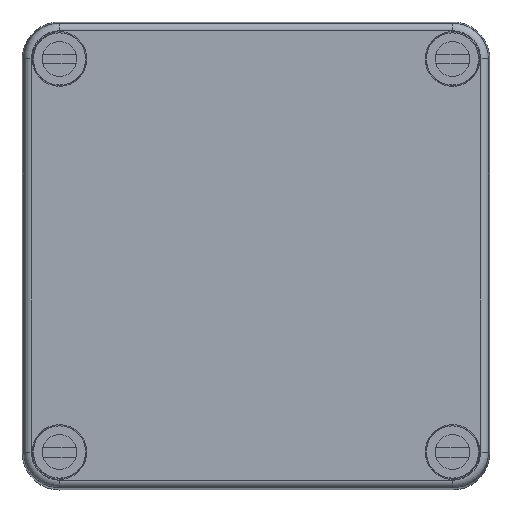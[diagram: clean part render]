
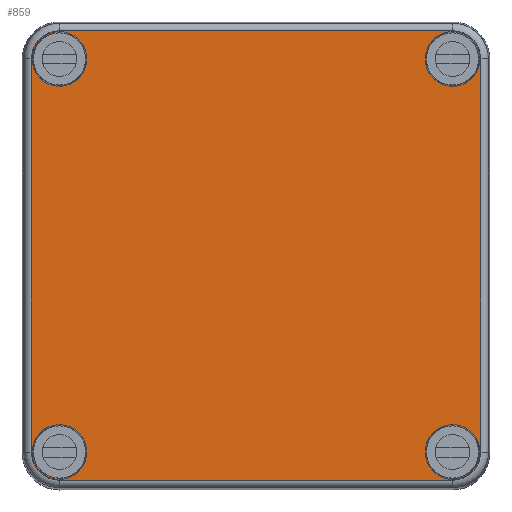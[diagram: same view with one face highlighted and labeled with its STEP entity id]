
A CAD part, top view. The second image highlights one B-rep face of the part: STEP entity #859.
In plain terms, the highlighted planar face has unit normal (0, 0, 1).
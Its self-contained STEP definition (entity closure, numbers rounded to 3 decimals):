
#859 = ADVANCED_FACE( '', ( #2191, #2192, #2193, #2194, #2195 ), #2196, .F. );
#2191 = FACE_BOUND( '', #4148, .T. );
#2192 = FACE_BOUND( '', #4149, .T. );
#2193 = FACE_BOUND( '', #4150, .T. );
#2194 = FACE_BOUND( '', #4151, .T. );
#2195 = FACE_OUTER_BOUND( '', #4152, .T. );
#2196 = PLANE( '', #4153 );
#4148 = EDGE_LOOP( '', ( #6503 ) );
#4149 = EDGE_LOOP( '', ( #6504 ) );
#4150 = EDGE_LOOP( '', ( #6505 ) );
#4151 = EDGE_LOOP( '', ( #6506 ) );
#4152 = EDGE_LOOP( '', ( #6507, #6508, #6509, #6510, #6511, #6512, #6513, #6514 ) );
#4153 = AXIS2_PLACEMENT_3D( '', #6515, #6516, #6517 );
#6503 = ORIENTED_EDGE( '', *, *, #11498, .T. );
#6504 = ORIENTED_EDGE( '', *, *, #11475, .T. );
#6505 = ORIENTED_EDGE( '', *, *, #11499, .T. );
#6506 = ORIENTED_EDGE( '', *, *, #11500, .T. );
#6507 = ORIENTED_EDGE( '', *, *, #11501, .T. );
#6508 = ORIENTED_EDGE( '', *, *, #11502, .F. );
#6509 = ORIENTED_EDGE( '', *, *, #11503, .F. );
#6510 = ORIENTED_EDGE( '', *, *, #11504, .T. );
#6511 = ORIENTED_EDGE( '', *, *, #11505, .F. );
#6512 = ORIENTED_EDGE( '', *, *, #11506, .T. );
#6513 = ORIENTED_EDGE( '', *, *, #11507, .T. );
#6514 = ORIENTED_EDGE( '', *, *, #11508, .F. );
#6515 = CARTESIAN_POINT( '', ( -45.173, 39.5, 39. ) );
#6516 = DIRECTION( '', ( 0., 0., -1. ) );
#6517 = DIRECTION( '', ( -1., 0., 0. ) );
#11475 = EDGE_CURVE( '', #13796, #13796, #13797, .T. );
#11498 = EDGE_CURVE( '', #13837, #13837, #13838, .T. );
#11499 = EDGE_CURVE( '', #13839, #13839, #13840, .T. );
#11500 = EDGE_CURVE( '', #13841, #13841, #13842, .T. );
#11501 = EDGE_CURVE( '', #13843, #13844, #13845, .T. );
#11502 = EDGE_CURVE( '', #13846, #13844, #13847, .T. );
#11503 = EDGE_CURVE( '', #13848, #13846, #13849, .T. );
#11504 = EDGE_CURVE( '', #13848, #13850, #13851, .T. );
#11505 = EDGE_CURVE( '', #13852, #13850, #13853, .T. );
#11506 = EDGE_CURVE( '', #13852, #13854, #13855, .T. );
#11507 = EDGE_CURVE( '', #13854, #13856, #13857, .T. );
#11508 = EDGE_CURVE( '', #13843, #13856, #13858, .T. );
#13796 = VERTEX_POINT( '', #16990 );
#13797 = CIRCLE( '', #16991, 5.5 );
#13837 = VERTEX_POINT( '', #17078 );
#13838 = CIRCLE( '', #17079, 5.5 );
#13839 = VERTEX_POINT( '', #17080 );
#13840 = CIRCLE( '', #17081, 5.5 );
#13841 = VERTEX_POINT( '', #17082 );
#13842 = CIRCLE( '', #17083, 5.5 );
#13843 = VERTEX_POINT( '', #17084 );
#13844 = VERTEX_POINT( '', #17085 );
#13845 = CIRCLE( '', #17086, 5.673 );
#13846 = VERTEX_POINT( '', #17087 );
#13847 = LINE( '', #17088, #17089 );
#13848 = VERTEX_POINT( '', #17090 );
#13849 = CIRCLE( '', #17091, 5.673 );
#13850 = VERTEX_POINT( '', #17092 );
#13851 = LINE( '', #17093, #17094 );
#13852 = VERTEX_POINT( '', #17095 );
#13853 = CIRCLE( '', #17096, 5.673 );
#13854 = VERTEX_POINT( '', #17097 );
#13855 = LINE( '', #17098, #17099 );
#13856 = VERTEX_POINT( '', #17100 );
#13857 = CIRCLE( '', #17101, 5.673 );
#13858 = LINE( '', #17102, #17103 );
#16990 = CARTESIAN_POINT( '', ( -45., 39.5, 39. ) );
#16991 = AXIS2_PLACEMENT_3D( '', #20696, #20697, #20698 );
#17078 = CARTESIAN_POINT( '', ( -45., -39.5, 39. ) );
#17079 = AXIS2_PLACEMENT_3D( '', #20725, #20726, #20727 );
#17080 = CARTESIAN_POINT( '', ( 34., -39.5, 39. ) );
#17081 = AXIS2_PLACEMENT_3D( '', #20728, #20729, #20730 );
#17082 = CARTESIAN_POINT( '', ( 34., 39.5, 39. ) );
#17083 = AXIS2_PLACEMENT_3D( '', #20731, #20732, #20733 );
#17084 = CARTESIAN_POINT( '', ( 39.5, -45.173, 39. ) );
#17085 = CARTESIAN_POINT( '', ( 45.173, -39.5, 39. ) );
#17086 = AXIS2_PLACEMENT_3D( '', #20734, #20735, #20736 );
#17087 = CARTESIAN_POINT( '', ( 45.173, 39.5, 39. ) );
#17088 = CARTESIAN_POINT( '', ( 45.173, 39.5, 39. ) );
#17089 = VECTOR( '', #20737, 1000. );
#17090 = CARTESIAN_POINT( '', ( 39.5, 45.173, 39. ) );
#17091 = AXIS2_PLACEMENT_3D( '', #20738, #20739, #20740 );
#17092 = CARTESIAN_POINT( '', ( -39.5, 45.173, 39. ) );
#17093 = CARTESIAN_POINT( '', ( 39.5, 45.173, 39. ) );
#17094 = VECTOR( '', #20741, 1000. );
#17095 = CARTESIAN_POINT( '', ( -45.173, 39.5, 39. ) );
#17096 = AXIS2_PLACEMENT_3D( '', #20742, #20743, #20744 );
#17097 = CARTESIAN_POINT( '', ( -45.173, -39.5, 39. ) );
#17098 = CARTESIAN_POINT( '', ( -45.173, 39.5, 39. ) );
#17099 = VECTOR( '', #20745, 1000. );
#17100 = CARTESIAN_POINT( '', ( -39.5, -45.173, 39. ) );
#17101 = AXIS2_PLACEMENT_3D( '', #20746, #20747, #20748 );
#17102 = CARTESIAN_POINT( '', ( 39.5, -45.173, 39. ) );
#17103 = VECTOR( '', #20749, 1000. );
#20696 = CARTESIAN_POINT( '', ( -39.5, 39.5, 39. ) );
#20697 = DIRECTION( '', ( 0., 0., -1. ) );
#20698 = DIRECTION( '', ( -1., 0., 0. ) );
#20725 = CARTESIAN_POINT( '', ( -39.5, -39.5, 39. ) );
#20726 = DIRECTION( '', ( 0., 0., -1. ) );
#20727 = DIRECTION( '', ( -1., 0., 0. ) );
#20728 = CARTESIAN_POINT( '', ( 39.5, -39.5, 39. ) );
#20729 = DIRECTION( '', ( 0., 0., -1. ) );
#20730 = DIRECTION( '', ( -1., 0., 0. ) );
#20731 = CARTESIAN_POINT( '', ( 39.5, 39.5, 39. ) );
#20732 = DIRECTION( '', ( 0., 0., -1. ) );
#20733 = DIRECTION( '', ( -1., 0., 0. ) );
#20734 = CARTESIAN_POINT( '', ( 39.5, -39.5, 39. ) );
#20735 = DIRECTION( '', ( 0., 0., 1. ) );
#20736 = DIRECTION( '', ( 1., 0., 0. ) );
#20737 = DIRECTION( '', ( 0., -1., 0. ) );
#20738 = CARTESIAN_POINT( '', ( 39.5, 39.5, 39. ) );
#20739 = DIRECTION( '', ( 0., 0., -1. ) );
#20740 = DIRECTION( '', ( -1., 0., 0. ) );
#20741 = DIRECTION( '', ( -1., 0., 0. ) );
#20742 = CARTESIAN_POINT( '', ( -39.5, 39.5, 39. ) );
#20743 = DIRECTION( '', ( 0., 0., -1. ) );
#20744 = DIRECTION( '', ( -1., 0., 0. ) );
#20745 = DIRECTION( '', ( 0., -1., 0. ) );
#20746 = CARTESIAN_POINT( '', ( -39.5, -39.5, 39. ) );
#20747 = DIRECTION( '', ( 0., 0., 1. ) );
#20748 = DIRECTION( '', ( 1., 0., 0. ) );
#20749 = DIRECTION( '', ( -1., 0., 0. ) );
